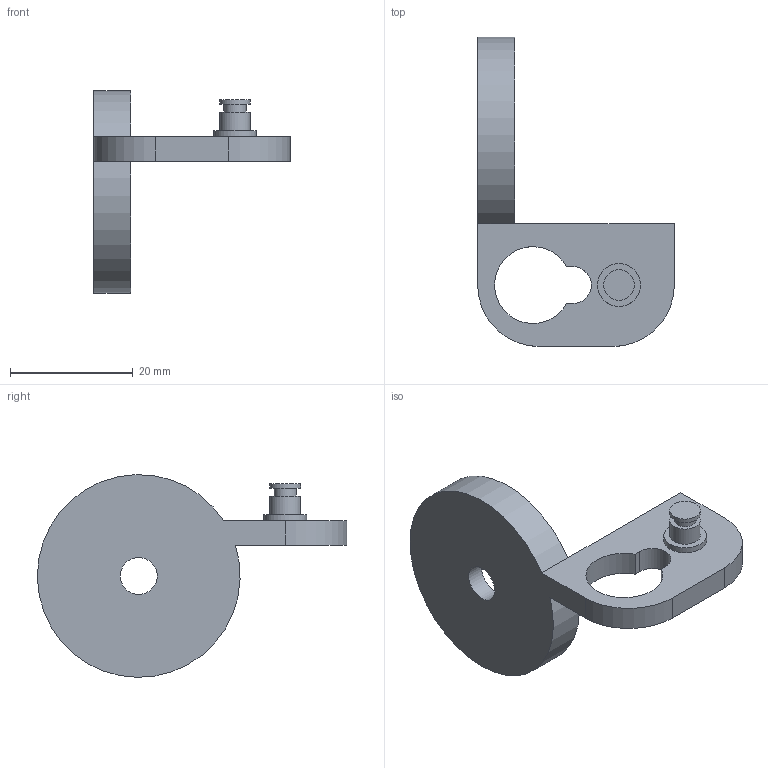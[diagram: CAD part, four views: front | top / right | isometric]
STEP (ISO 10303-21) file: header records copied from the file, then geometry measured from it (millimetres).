
FILE_DESCRIPTION(/* description */ ('STEP AP214','CAx-IF Rec.Pracs.---User Defined Attributes---1.5---2016-08-15'),/* implementation_level */ '2;1');
FILE_NAME(/* name */ '69514222e2474bc8590228d4',/* time_stamp */ '2025-12-28T14:43:47Z',/* author */ (''),/* organization */ (''),/* preprocessor_version */ 'ST-DEVELOPER v20',/* originating_system */ 'ONSHAPE BY PTC INC, 1.208',/* authorisation */ ' ');
FILE_SCHEMA (('AUTOMOTIVE_DESIGN {1 0 10303 214 3 1 1}'));
Length unit declared in the file: metre
Products named in the file (1): hand
Bounding box: 32 x 50.33 x 32.99 mm (x, y, z)
Volume: 4883.3 mm3; surface area: 4085.4 mm2
Topology: 1 solids, 1 shells, 25 faces, 53 edges, 35 vertices
Faces by surface type: plane 13, cylinder 12
Full cylindrical faces by diameter (mm): 3.6 x1, 5 x2, 6 x1, 7 x1, 29 x1
Entity records: 682 total; most frequent: DIRECTION 122, CARTESIAN_POINT 106, ORIENTED_EDGE 92, AXIS2_PLACEMENT_3D 50, EDGE_CURVE 46, EDGE_LOOP 40, FACE_BOUND 40, VERTEX_POINT 34
